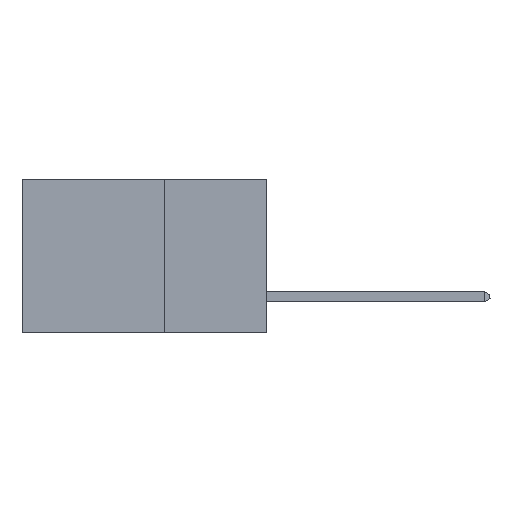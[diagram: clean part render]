
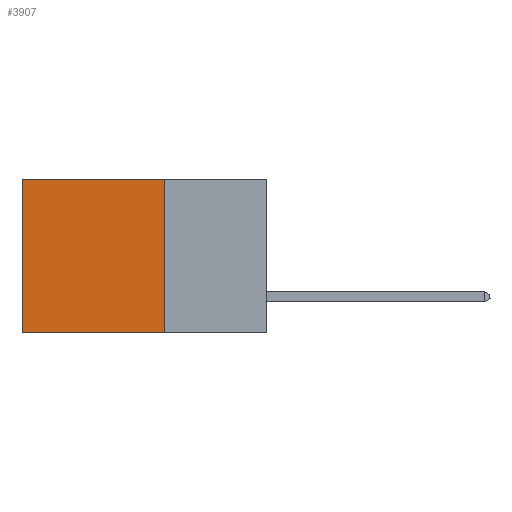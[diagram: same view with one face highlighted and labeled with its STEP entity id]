
A CAD part, left-side view. The second image highlights one B-rep face of the part: STEP entity #3907.
In plain terms, the highlighted planar face has unit normal (-1, 0, 0).
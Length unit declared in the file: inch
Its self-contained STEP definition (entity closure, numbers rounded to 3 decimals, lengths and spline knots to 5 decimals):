
#176 = EDGE_CURVE ( 'NONE', #6487, #815, #3865, .T. ) ;
#351 = DIRECTION ( 'NONE',  ( 0., 0., -1. ) ) ;
#582 = DIRECTION ( 'NONE',  ( 1., 0., 0. ) ) ;
#815 = VERTEX_POINT ( 'NONE', #6796 ) ;
#2343 = DIRECTION ( 'NONE',  ( 0., 1., 0. ) ) ;
#2739 = LINE ( 'NONE', #6081, #13545 ) ;
#3487 = PLANE ( 'NONE',  #11489 ) ;
#3574 = ORIENTED_EDGE ( 'NONE', *, *, #6482, .F. ) ;
#3792 = CARTESIAN_POINT ( 'NONE',  ( 0.2875, 0.6, -0.375 ) ) ;
#3865 = LINE ( 'NONE', #3929, #12900 ) ;
#3907 = ADVANCED_FACE ( 'NONE', ( #6898 ), #3487, .F. ) ;
#3929 = CARTESIAN_POINT ( 'NONE',  ( 0.2875, 0.25, 0. ) ) ;
#4336 = LINE ( 'NONE', #9887, #8148 ) ;
#4570 = DIRECTION ( 'NONE',  ( 0., 0., -1. ) ) ;
#5314 = ORIENTED_EDGE ( 'NONE', *, *, #11101, .F. ) ;
#5490 = CARTESIAN_POINT ( 'NONE',  ( 0.2875, 0.25, -0.375 ) ) ;
#5729 = ORIENTED_EDGE ( 'NONE', *, *, #176, .T. ) ;
#5818 = CARTESIAN_POINT ( 'NONE',  ( 0.2875, 0.25, -0.375 ) ) ;
#5975 = DIRECTION ( 'NONE',  ( 0., 1., 0. ) ) ;
#6081 = CARTESIAN_POINT ( 'NONE',  ( 0.2875, 0.25, -0.375 ) ) ;
#6084 = ORIENTED_EDGE ( 'NONE', *, *, #13228, .T. ) ;
#6482 = EDGE_CURVE ( 'NONE', #6487, #11891, #2739, .T. ) ;
#6487 = VERTEX_POINT ( 'NONE', #12705 ) ;
#6796 = CARTESIAN_POINT ( 'NONE',  ( 0.2875, 0.6, 0. ) ) ;
#6898 = FACE_OUTER_BOUND ( 'NONE', #13234, .T. ) ;
#8148 = VECTOR ( 'NONE', #8782, 39.37008 ) ;
#8589 = VERTEX_POINT ( 'NONE', #3792 ) ;
#8782 = DIRECTION ( 'NONE',  ( 0., 0., -1. ) ) ;
#9887 = CARTESIAN_POINT ( 'NONE',  ( 0.2875, 0.6, -0.375 ) ) ;
#11101 = EDGE_CURVE ( 'NONE', #11891, #8589, #11278, .T. ) ;
#11278 = LINE ( 'NONE', #12234, #12273 ) ;
#11489 = AXIS2_PLACEMENT_3D ( 'NONE', #5818, #582, #4570 ) ;
#11891 = VERTEX_POINT ( 'NONE', #5490 ) ;
#12234 = CARTESIAN_POINT ( 'NONE',  ( 0.2875, 0.25, -0.375 ) ) ;
#12273 = VECTOR ( 'NONE', #2343, 39.37008 ) ;
#12705 = CARTESIAN_POINT ( 'NONE',  ( 0.2875, 0.25, 0. ) ) ;
#12900 = VECTOR ( 'NONE', #5975, 39.37008 ) ;
#13228 = EDGE_CURVE ( 'NONE', #815, #8589, #4336, .T. ) ;
#13234 = EDGE_LOOP ( 'NONE', ( #6084, #5314, #3574, #5729 ) ) ;
#13545 = VECTOR ( 'NONE', #351, 39.37008 ) ;
